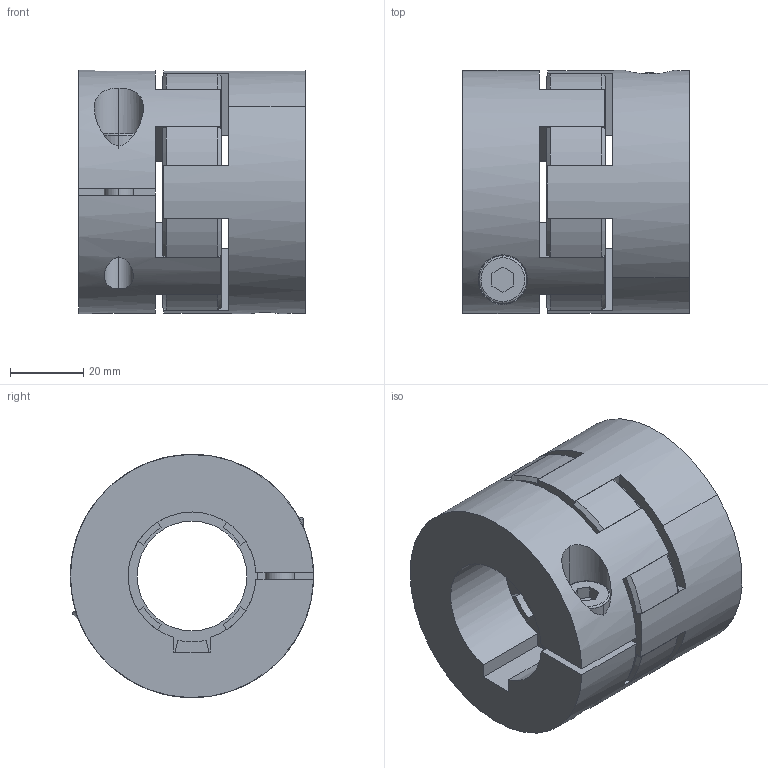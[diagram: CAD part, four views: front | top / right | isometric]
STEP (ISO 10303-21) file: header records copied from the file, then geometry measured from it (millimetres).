
FILE_DESCRIPTION(('STEP AP214'),'1');
FILE_NAME('cctmp_D04EC5DD-1472-46BA-891D-5BAB722D4542_2023_06_12_11_53_12_0443..stp','2023-06-12T09:53:12',('R+W Antriebselemente GmbH'),('CADClick - www.CADClick.com'),'Spatial InterOp 3D',' ','unknown authorization');
FILE_SCHEMA(('AUTOMOTIVE_DESIGN'));
Length unit declared in the file: millimetre
Products named in the file (4): cc_unnamed; EKL/150/62/B/35-PFN/35-PFN_2; EKL/150/62/B/35-PFN/35-PFN_1; EKL/150/62/B/35-PFN/35-PFN
Assembly tree (3 placements, depth 2):
  cc_unnamed
    EKL/150/62/B/35-PFN/35-PFN_2
    EKL/150/62/B/35-PFN/35-PFN_1
    EKL/150/62/B/35-PFN/35-PFN
Bounding box: 62 x 66.48 x 66.5 mm (x, y, z)
Volume: 148458.1 mm3; surface area: 46236.3 mm2
Topology: 3 solids, 3 shells, 174 faces, 454 edges, 296 vertices
Faces by surface type: plane 96, cylinder 58, cone 16, torus 4
Entity records: 7167 total; most frequent: CARTESIAN_POINT 1232, DIRECTION 970, ORIENTED_EDGE 908, EDGE_CURVE 454, AXIS2_PLACEMENT_3D 346, VERTEX_POINT 296, LINE 278, VECTOR 278
